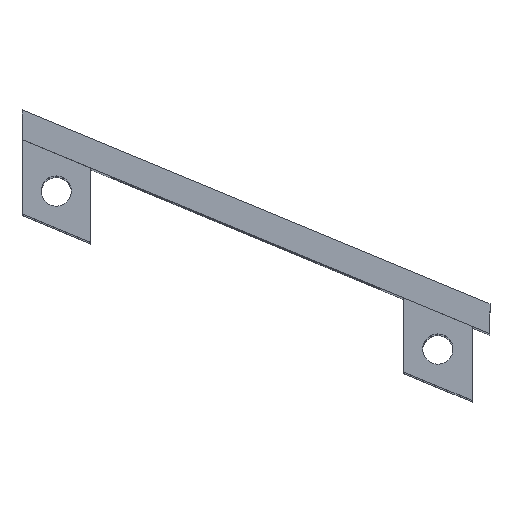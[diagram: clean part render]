
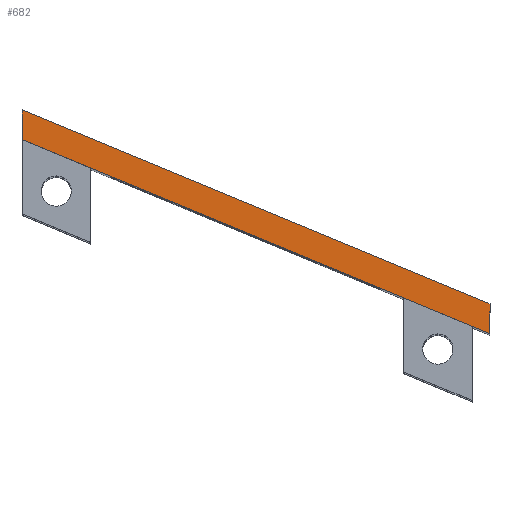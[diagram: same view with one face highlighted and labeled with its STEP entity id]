
A CAD part, top view. The second image highlights one B-rep face of the part: STEP entity #682.
In plain terms, the highlighted planar face has unit normal (0, 0, 1).
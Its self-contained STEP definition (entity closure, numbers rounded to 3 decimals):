
#3 = VERTEX_POINT ( 'NONE', #664 ) ;
#36 = LINE ( 'NONE', #1351, #153 ) ;
#55 = VERTEX_POINT ( 'NONE', #442 ) ;
#98 = LINE ( 'NONE', #1206, #509 ) ;
#153 = VECTOR ( 'NONE', #461, 1000. ) ;
#201 = AXIS2_PLACEMENT_3D ( 'NONE', #960, #498, #302 ) ;
#302 = DIRECTION ( 'NONE',  ( -1., 0., 0. ) ) ;
#306 = VERTEX_POINT ( 'NONE', #952 ) ;
#355 = LINE ( 'NONE', #1260, #511 ) ;
#442 = CARTESIAN_POINT ( 'NONE',  ( 0., 0., 145.2 ) ) ;
#461 = DIRECTION ( 'NONE',  ( 0., 1., 0. ) ) ;
#478 = EDGE_CURVE ( 'NONE', #306, #1334, #36, .T. ) ;
#487 = LINE ( 'NONE', #942, #923 ) ;
#490 = EDGE_LOOP ( 'NONE', ( #1268, #1096, #1384, #830 ) ) ;
#498 = DIRECTION ( 'NONE',  ( 0., 0., -1. ) ) ;
#509 = VECTOR ( 'NONE', #1440, 1000. ) ;
#511 = VECTOR ( 'NONE', #1023, 1000. ) ;
#594 = CARTESIAN_POINT ( 'NONE',  ( 68.182, -23.912, 145.2 ) ) ;
#613 = FACE_OUTER_BOUND ( 'NONE', #490, .T. ) ;
#664 = CARTESIAN_POINT ( 'NONE',  ( 0., 4.33, 145.2 ) ) ;
#682 = ADVANCED_FACE ( 'NONE', ( #613 ), #1391, .F. ) ;
#728 = EDGE_CURVE ( 'NONE', #1334, #3, #98, .T. ) ;
#830 = ORIENTED_EDGE ( 'NONE', *, *, #728, .T. ) ;
#923 = VECTOR ( 'NONE', #962, 1000. ) ;
#942 = CARTESIAN_POINT ( 'NONE',  ( 0., 0., 145.2 ) ) ;
#952 = CARTESIAN_POINT ( 'NONE',  ( 68.182, -28.242, 145.2 ) ) ;
#960 = CARTESIAN_POINT ( 'NONE',  ( 0., 0., 145.2 ) ) ;
#962 = DIRECTION ( 'NONE',  ( 0., -1., 0. ) ) ;
#1023 = DIRECTION ( 'NONE',  ( 0.924, -0.383, 0. ) ) ;
#1096 = ORIENTED_EDGE ( 'NONE', *, *, #1329, .T. ) ;
#1206 = CARTESIAN_POINT ( 'NONE',  ( 0., 4.33, 145.2 ) ) ;
#1260 = CARTESIAN_POINT ( 'NONE',  ( 68.182, -28.242, 145.2 ) ) ;
#1268 = ORIENTED_EDGE ( 'NONE', *, *, #1393, .T. ) ;
#1329 = EDGE_CURVE ( 'NONE', #55, #306, #355, .T. ) ;
#1334 = VERTEX_POINT ( 'NONE', #594 ) ;
#1351 = CARTESIAN_POINT ( 'NONE',  ( 68.182, -23.912, 145.2 ) ) ;
#1384 = ORIENTED_EDGE ( 'NONE', *, *, #478, .T. ) ;
#1391 = PLANE ( 'NONE',  #201 ) ;
#1393 = EDGE_CURVE ( 'NONE', #3, #55, #487, .T. ) ;
#1440 = DIRECTION ( 'NONE',  ( -0.924, 0.383, 0. ) ) ;
